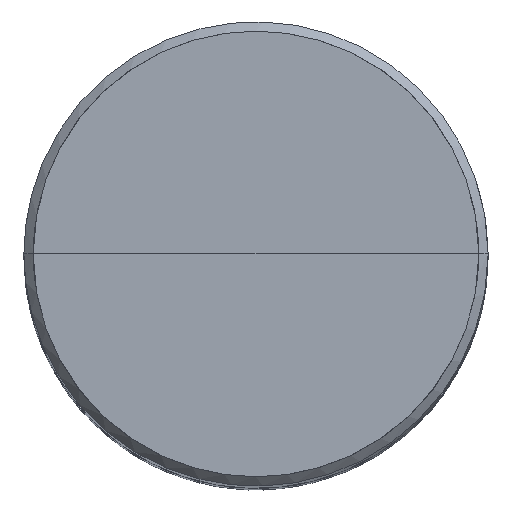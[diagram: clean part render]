
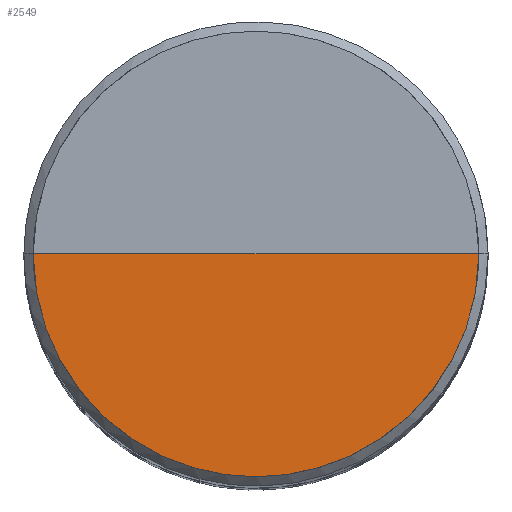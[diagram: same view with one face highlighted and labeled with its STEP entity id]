
A CAD part, top view. The second image highlights one B-rep face of the part: STEP entity #2549.
In plain terms, the highlighted free-form (B-spline) face has degree [1, 2] with [2, 5] control points.
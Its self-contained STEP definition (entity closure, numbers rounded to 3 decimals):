
#2110=CARTESIAN_POINT('',(12.0,0.0,59.8));
#2114=CARTESIAN_POINT('',(-12.0,0.0,59.8));
#2115=CARTESIAN_POINT('',(0.0,0.0,59.8));
#2128=CARTESIAN_POINT('',(-12.0,-12.0,59.8));
#2129=CARTESIAN_POINT('',(0.0,-12.0,59.8));
#2130=CARTESIAN_POINT('',(12.0,-12.0,59.8));
#2534=(
BOUNDED_SURFACE()
B_SPLINE_SURFACE(1,2,(
(#2114,#2128,#2129,#2130,#2110),
(#2115,#2115,#2115,#2115,#2115)
), .UNSPECIFIED.,.F.,.F.,.F.)
B_SPLINE_SURFACE_WITH_KNOTS((2,2),(3,2,3),(
0.0,1.0),(
0.0,0.5,1.0), .UNSPECIFIED.)
GEOMETRIC_REPRESENTATION_ITEM()
RATIONAL_B_SPLINE_SURFACE(((1.0,0.707,1.0,0.707,1.0),
(1.0,0.707,1.0,0.707,1.0)
))
REPRESENTATION_ITEM('')
SURFACE()
);
#2535=(
BOUNDED_CURVE()
B_SPLINE_CURVE(1,(#2115,#2110),.UNSPECIFIED.,.F.,.F.)
B_SPLINE_CURVE_WITH_KNOTS((2,2),
(0.0,1.0),.UNSPECIFIED.)
CURVE()
GEOMETRIC_REPRESENTATION_ITEM()
RATIONAL_B_SPLINE_CURVE((1.0,1.0))
REPRESENTATION_ITEM('')
);
#2536=(
BOUNDED_CURVE()
B_SPLINE_CURVE(2,(#2110,#2130,#2129,#2128,#2114),.UNSPECIFIED.,.F.,.F.)
B_SPLINE_CURVE_WITH_KNOTS((3,2,3),
(0.0,0.5,1.0),.UNSPECIFIED.)
CURVE()
GEOMETRIC_REPRESENTATION_ITEM()
RATIONAL_B_SPLINE_CURVE((1.0,0.707,1.0,0.707,1.0))
REPRESENTATION_ITEM('')
);
#2537=(
BOUNDED_CURVE()
B_SPLINE_CURVE(1,(#2114,#2115),.UNSPECIFIED.,.F.,.F.)
B_SPLINE_CURVE_WITH_KNOTS((2,2),
(0.0,1.0),.UNSPECIFIED.)
CURVE()
GEOMETRIC_REPRESENTATION_ITEM()
RATIONAL_B_SPLINE_CURVE((1.0,1.0))
REPRESENTATION_ITEM('')
);
#2538=VERTEX_POINT('',#2110);
#2539=VERTEX_POINT('',#2114);
#2540=VERTEX_POINT('',#2115);
#2541=EDGE_CURVE('',#2540,#2538,#2535,.T.);
#2542=EDGE_CURVE('',#2538,#2539,#2536,.T.);
#2543=EDGE_CURVE('',#2539,#2540,#2537,.T.);
#2544=ORIENTED_EDGE('',*,*,#2541,.T.);
#2545=ORIENTED_EDGE('',*,*,#2542,.T.);
#2546=ORIENTED_EDGE('',*,*,#2543,.T.);
#2547=EDGE_LOOP('',(#2544,#2545,#2546));
#2548=FACE_OUTER_BOUND('',#2547,.T.);
#2549=ADVANCED_FACE('',(#2548),#2534,.T.);
